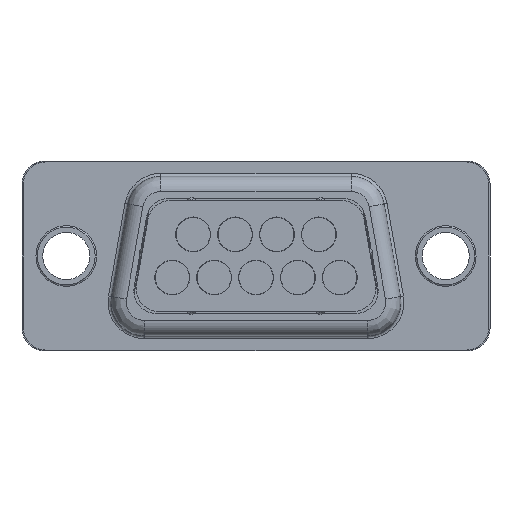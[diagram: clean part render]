
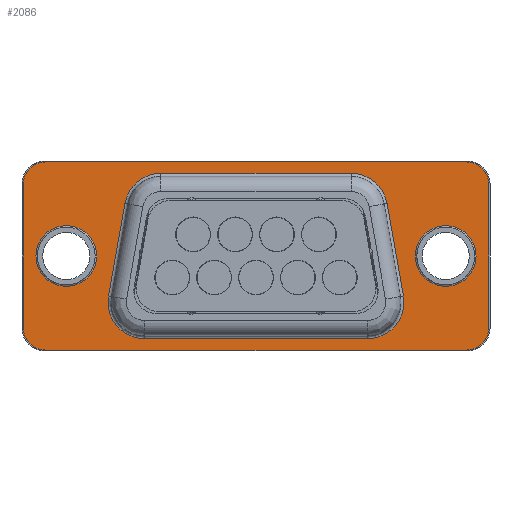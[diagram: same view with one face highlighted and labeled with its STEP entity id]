
A CAD part, front view. The second image highlights one B-rep face of the part: STEP entity #2086.
In plain terms, the highlighted planar face has unit normal (0, -1, 0).
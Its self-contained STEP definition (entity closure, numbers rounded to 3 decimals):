
#1301=FACE_BOUND('',#3034,.T.);
#1302=FACE_BOUND('',#3035,.T.);
#1303=FACE_BOUND('',#3036,.T.);
#1304=FACE_BOUND('',#3037,.T.);
#1765=PLANE('',#9412);
#2086=ADVANCED_FACE('',(#1301,#1302,#1303,#1304),#1765,.T.);
#3034=EDGE_LOOP('',(#5638));
#3035=EDGE_LOOP('',(#5639));
#3036=EDGE_LOOP('',(#5640,#5641,#5642,#5643,#5644,#5645,#5646,#5647));
#3037=EDGE_LOOP('',(#5648,#5649,#5650,#5651,#5652,#5653,#5654,#5655));
#3547=LINE('',#13886,#4108);
#3599=LINE('',#14727,#4160);
#3600=LINE('',#14759,#4161);
#3601=LINE('',#14791,#4162);
#3602=LINE('',#14798,#4163);
#3603=LINE('',#14802,#4164);
#3604=LINE('',#14806,#4165);
#3605=LINE('',#14810,#4166);
#4108=VECTOR('',#10642,1.);
#4160=VECTOR('',#10838,1.);
#4161=VECTOR('',#10847,1.);
#4162=VECTOR('',#10856,1.);
#4163=VECTOR('',#10863,1.);
#4164=VECTOR('',#10866,1.);
#4165=VECTOR('',#10869,1.);
#4166=VECTOR('',#10872,1.);
#5638=ORIENTED_EDGE('',*,*,#7919,.T.);
#5639=ORIENTED_EDGE('',*,*,#8044,.T.);
#5640=ORIENTED_EDGE('',*,*,#8043,.T.);
#5641=ORIENTED_EDGE('',*,*,#8041,.T.);
#5642=ORIENTED_EDGE('',*,*,#8039,.T.);
#5643=ORIENTED_EDGE('',*,*,#8037,.T.);
#5644=ORIENTED_EDGE('',*,*,#8035,.T.);
#5645=ORIENTED_EDGE('',*,*,#7923,.T.);
#5646=ORIENTED_EDGE('',*,*,#7926,.T.);
#5647=ORIENTED_EDGE('',*,*,#7929,.T.);
#5648=ORIENTED_EDGE('',*,*,#8045,.T.);
#5649=ORIENTED_EDGE('',*,*,#8046,.F.);
#5650=ORIENTED_EDGE('',*,*,#8047,.T.);
#5651=ORIENTED_EDGE('',*,*,#8048,.F.);
#5652=ORIENTED_EDGE('',*,*,#8049,.T.);
#5653=ORIENTED_EDGE('',*,*,#8050,.F.);
#5654=ORIENTED_EDGE('',*,*,#8051,.T.);
#5655=ORIENTED_EDGE('',*,*,#8052,.T.);
#6985=VERTEX_POINT('',#13847);
#6986=VERTEX_POINT('',#13850);
#6989=VERTEX_POINT('',#13855);
#6991=VERTEX_POINT('',#13885);
#6993=VERTEX_POINT('',#13891);
#7046=VERTEX_POINT('',#14728);
#7047=VERTEX_POINT('',#14732);
#7048=VERTEX_POINT('',#14760);
#7049=VERTEX_POINT('',#14764);
#7050=VERTEX_POINT('',#14794);
#7051=VERTEX_POINT('',#14796);
#7052=VERTEX_POINT('',#14797);
#7053=VERTEX_POINT('',#14799);
#7054=VERTEX_POINT('',#14801);
#7055=VERTEX_POINT('',#14803);
#7056=VERTEX_POINT('',#14805);
#7057=VERTEX_POINT('',#14807);
#7058=VERTEX_POINT('',#14809);
#7919=EDGE_CURVE('',#6985,#6985,#8642,.T.);
#7923=EDGE_CURVE('',#6986,#6989,#8646,.T.);
#7926=EDGE_CURVE('',#6989,#6991,#3547,.T.);
#7929=EDGE_CURVE('',#6991,#6993,#8650,.T.);
#8035=EDGE_CURVE('',#7046,#6986,#3599,.T.);
#8037=EDGE_CURVE('',#7047,#7046,#8682,.T.);
#8039=EDGE_CURVE('',#7048,#7047,#3600,.T.);
#8041=EDGE_CURVE('',#7049,#7048,#8685,.T.);
#8043=EDGE_CURVE('',#6993,#7049,#3601,.T.);
#8044=EDGE_CURVE('',#7050,#7050,#8687,.T.);
#8045=EDGE_CURVE('',#7051,#7052,#8688,.T.);
#8046=EDGE_CURVE('',#7053,#7052,#3602,.T.);
#8047=EDGE_CURVE('',#7053,#7054,#8689,.T.);
#8048=EDGE_CURVE('',#7055,#7054,#3603,.T.);
#8049=EDGE_CURVE('',#7055,#7056,#8690,.T.);
#8050=EDGE_CURVE('',#7057,#7056,#3604,.T.);
#8051=EDGE_CURVE('',#7057,#7058,#8691,.T.);
#8052=EDGE_CURVE('',#7058,#7051,#3605,.T.);
#8642=CIRCLE('',#9319,2.);
#8646=CIRCLE('',#9324,2.4);
#8650=CIRCLE('',#9329,2.4);
#8682=CIRCLE('',#9400,2.4);
#8685=CIRCLE('',#9404,2.4);
#8687=CIRCLE('',#9407,2.);
#8688=CIRCLE('',#9408,1.5);
#8689=CIRCLE('',#9409,1.5);
#8690=CIRCLE('',#9410,1.5);
#8691=CIRCLE('',#9411,1.5);
#9319=AXIS2_PLACEMENT_3D('',#13846,#10627,#10628);
#9324=AXIS2_PLACEMENT_3D('',#13856,#10637,#10638);
#9329=AXIS2_PLACEMENT_3D('',#13892,#10649,#10650);
#9400=AXIS2_PLACEMENT_3D('',#14731,#10843,#10844);
#9404=AXIS2_PLACEMENT_3D('',#14763,#10852,#10853);
#9407=AXIS2_PLACEMENT_3D('',#14793,#10859,#10860);
#9408=AXIS2_PLACEMENT_3D('',#14795,#10861,#10862);
#9409=AXIS2_PLACEMENT_3D('',#14800,#10864,#10865);
#9410=AXIS2_PLACEMENT_3D('',#14804,#10867,#10868);
#9411=AXIS2_PLACEMENT_3D('',#14808,#10870,#10871);
#9412=AXIS2_PLACEMENT_3D('',#14811,#10873,#10874);
#10627=DIRECTION('',(0.,1.,0.));
#10628=DIRECTION('',(1.,0.,0.));
#10637=DIRECTION('',(0.,1.,0.));
#10638=DIRECTION('',(0.,0.,-1.));
#10642=DIRECTION('',(0.174,0.,0.985));
#10649=DIRECTION('',(0.,1.,0.));
#10650=DIRECTION('',(-0.985,0.,0.174));
#10838=DIRECTION('',(-1.,0.,0.));
#10843=DIRECTION('',(0.,1.,0.));
#10844=DIRECTION('',(0.985,0.,0.174));
#10847=DIRECTION('',(0.174,0.,-0.985));
#10852=DIRECTION('',(0.,1.,0.));
#10853=DIRECTION('',(0.,0.,1.));
#10856=DIRECTION('',(1.,0.,0.));
#10859=DIRECTION('',(0.,1.,0.));
#10860=DIRECTION('',(-1.,0.,0.));
#10861=DIRECTION('',(0.,-1.,0.));
#10862=DIRECTION('',(1.,0.,0.));
#10863=DIRECTION('',(1.,0.,0.));
#10864=DIRECTION('',(0.,-1.,0.));
#10865=DIRECTION('',(0.,0.,1.));
#10866=DIRECTION('',(0.,0.,1.));
#10867=DIRECTION('',(0.,-1.,0.));
#10868=DIRECTION('',(-1.,0.,0.));
#10869=DIRECTION('',(-1.,0.,0.));
#10870=DIRECTION('',(0.,-1.,0.));
#10871=DIRECTION('',(0.,0.,-1.));
#10872=DIRECTION('',(0.,0.,1.));
#10873=DIRECTION('',(0.,-1.,0.));
#10874=DIRECTION('',(1.,0.,0.));
#13846=CARTESIAN_POINT('',(-12.4,-0.35,-0.025));
#13847=CARTESIAN_POINT('',(-10.4,-0.35,-0.025));
#13850=CARTESIAN_POINT('',(-7.25,-0.35,-5.475));
#13855=CARTESIAN_POINT('',(-9.614,-0.35,-2.658));
#13856=CARTESIAN_POINT('',(-7.25,-0.35,-3.075));
#13885=CARTESIAN_POINT('',(-8.538,-0.35,3.442));
#13886=CARTESIAN_POINT('',(-9.614,-0.35,-2.658));
#13891=CARTESIAN_POINT('',(-6.174,-0.35,5.425));
#13892=CARTESIAN_POINT('',(-6.174,-0.35,3.025));
#14727=CARTESIAN_POINT('',(7.45,-0.35,-5.475));
#14728=CARTESIAN_POINT('',(7.45,-0.35,-5.475));
#14731=CARTESIAN_POINT('',(7.45,-0.35,-3.075));
#14732=CARTESIAN_POINT('',(9.814,-0.35,-2.658));
#14759=CARTESIAN_POINT('',(8.738,-0.35,3.442));
#14760=CARTESIAN_POINT('',(8.738,-0.35,3.442));
#14763=CARTESIAN_POINT('',(6.374,-0.35,3.025));
#14764=CARTESIAN_POINT('',(6.374,-0.35,5.425));
#14791=CARTESIAN_POINT('',(-6.174,-0.35,5.425));
#14793=CARTESIAN_POINT('',(12.6,-0.35,-0.025));
#14794=CARTESIAN_POINT('',(10.6,-0.35,-0.025));
#14795=CARTESIAN_POINT('',(13.95,-0.35,4.675));
#14796=CARTESIAN_POINT('',(15.45,-0.35,4.675));
#14797=CARTESIAN_POINT('',(13.95,-0.35,6.175));
#14798=CARTESIAN_POINT('',(-13.75,-0.35,6.175));
#14799=CARTESIAN_POINT('',(-13.75,-0.35,6.175));
#14800=CARTESIAN_POINT('',(-13.75,-0.35,4.675));
#14801=CARTESIAN_POINT('',(-15.25,-0.35,4.675));
#14802=CARTESIAN_POINT('',(-15.25,-0.35,-4.725));
#14803=CARTESIAN_POINT('',(-15.25,-0.35,-4.725));
#14804=CARTESIAN_POINT('',(-13.75,-0.35,-4.725));
#14805=CARTESIAN_POINT('',(-13.75,-0.35,-6.225));
#14806=CARTESIAN_POINT('',(13.95,-0.35,-6.225));
#14807=CARTESIAN_POINT('',(13.95,-0.35,-6.225));
#14808=CARTESIAN_POINT('',(13.95,-0.35,-4.725));
#14809=CARTESIAN_POINT('',(15.45,-0.35,-4.725));
#14810=CARTESIAN_POINT('',(15.45,-0.35,-4.725));
#14811=CARTESIAN_POINT('',(-16.118,-0.35,-6.945));
